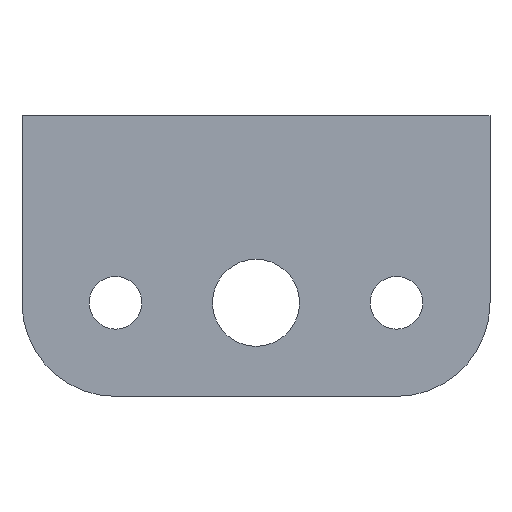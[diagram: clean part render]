
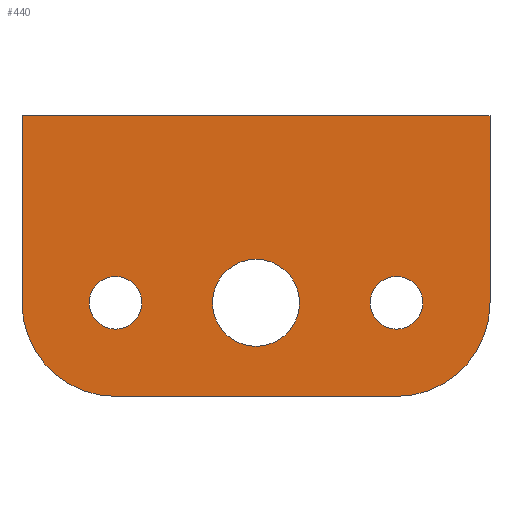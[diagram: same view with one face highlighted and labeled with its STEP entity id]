
A CAD part, front view. The second image highlights one B-rep face of the part: STEP entity #440.
In plain terms, the highlighted planar face has unit normal (0, -1, 0).
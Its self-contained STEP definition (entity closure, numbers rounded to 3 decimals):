
#5 = ORIENTED_EDGE ( 'NONE', *, *, #185, .F. ) ;
#18 = ORIENTED_EDGE ( 'NONE', *, *, #163, .T. ) ;
#23 = DIRECTION ( 'NONE',  ( 0., 1., 0. ) ) ;
#27 = EDGE_LOOP ( 'NONE', ( #151, #202 ) ) ;
#28 = CARTESIAN_POINT ( 'NONE',  ( 20., 0., 0. ) ) ;
#31 = DIRECTION ( 'NONE',  ( 0., 1., 0. ) ) ;
#37 = VERTEX_POINT ( 'NONE', #439 ) ;
#49 = CIRCLE ( 'NONE', #386, 3.72 ) ;
#56 = AXIS2_PLACEMENT_3D ( 'NONE', #549, #345, #154 ) ;
#57 = CIRCLE ( 'NONE', #268, 2.25 ) ;
#59 = DIRECTION ( 'NONE',  ( 0., 0., 1. ) ) ;
#66 = CARTESIAN_POINT ( 'NONE',  ( -12., 0., 0. ) ) ;
#76 = DIRECTION ( 'NONE',  ( 0., 0., 1. ) ) ;
#78 = EDGE_CURVE ( 'NONE', #436, #110, #375, .T. ) ;
#84 = DIRECTION ( 'NONE',  ( -1., 0., 0. ) ) ;
#93 = VECTOR ( 'NONE', #292, 1000. ) ;
#95 = EDGE_LOOP ( 'NONE', ( #211, #307 ) ) ;
#106 = ORIENTED_EDGE ( 'NONE', *, *, #280, .F. ) ;
#110 = VERTEX_POINT ( 'NONE', #547 ) ;
#126 = AXIS2_PLACEMENT_3D ( 'NONE', #359, #23, #514 ) ;
#127 = CARTESIAN_POINT ( 'NONE',  ( -12., 0., -2.25 ) ) ;
#128 = VECTOR ( 'NONE', #84, 1000. ) ;
#133 = EDGE_LOOP ( 'NONE', ( #18, #481 ) ) ;
#146 = VERTEX_POINT ( 'NONE', #197 ) ;
#151 = ORIENTED_EDGE ( 'NONE', *, *, #194, .T. ) ;
#154 = DIRECTION ( 'NONE',  ( 0., 0., 1. ) ) ;
#162 = DIRECTION ( 'NONE',  ( 0., 1., 0. ) ) ;
#163 = EDGE_CURVE ( 'NONE', #37, #291, #346, .T. ) ;
#168 = EDGE_CURVE ( 'NONE', #376, #146, #281, .T. ) ;
#169 = CARTESIAN_POINT ( 'NONE',  ( 0., 0., 3.72 ) ) ;
#171 = CARTESIAN_POINT ( 'NONE',  ( 0., 0., -3.72 ) ) ;
#185 = EDGE_CURVE ( 'NONE', #451, #445, #610, .T. ) ;
#194 = EDGE_CURVE ( 'NONE', #146, #376, #57, .T. ) ;
#196 = CARTESIAN_POINT ( 'NONE',  ( 12., 0., 0. ) ) ;
#197 = CARTESIAN_POINT ( 'NONE',  ( -12., 0., 2.25 ) ) ;
#202 = ORIENTED_EDGE ( 'NONE', *, *, #168, .T. ) ;
#211 = ORIENTED_EDGE ( 'NONE', *, *, #532, .T. ) ;
#212 = DIRECTION ( 'NONE',  ( 0., 1., 0. ) ) ;
#215 = DIRECTION ( 'NONE',  ( 0., 0., 1. ) ) ;
#216 = CARTESIAN_POINT ( 'NONE',  ( 0., 0., -8. ) ) ;
#222 = CARTESIAN_POINT ( 'NONE',  ( -20., 0., 16. ) ) ;
#223 = CARTESIAN_POINT ( 'NONE',  ( 20., 0., 16. ) ) ;
#225 = CARTESIAN_POINT ( 'NONE',  ( 12., 0., 0. ) ) ;
#227 = FACE_BOUND ( 'NONE', #27, .T. ) ;
#231 = VERTEX_POINT ( 'NONE', #258 ) ;
#242 = LINE ( 'NONE', #216, #355 ) ;
#250 = CARTESIAN_POINT ( 'NONE',  ( -20., 0., 0. ) ) ;
#252 = CIRCLE ( 'NONE', #485, 2.25 ) ;
#258 = CARTESIAN_POINT ( 'NONE',  ( -12., 0., -8. ) ) ;
#260 = DIRECTION ( 'NONE',  ( 0., -1., 0. ) ) ;
#264 = ORIENTED_EDGE ( 'NONE', *, *, #558, .T. ) ;
#268 = AXIS2_PLACEMENT_3D ( 'NONE', #358, #162, #505 ) ;
#269 = CARTESIAN_POINT ( 'NONE',  ( 0., 0., 16. ) ) ;
#280 = EDGE_CURVE ( 'NONE', #110, #231, #242, .T. ) ;
#281 = CIRCLE ( 'NONE', #56, 2.25 ) ;
#291 = VERTEX_POINT ( 'NONE', #605 ) ;
#292 = DIRECTION ( 'NONE',  ( 0., 0., 1. ) ) ;
#304 = DIRECTION ( 'NONE',  ( -1., 0., 0. ) ) ;
#307 = ORIENTED_EDGE ( 'NONE', *, *, #425, .T. ) ;
#310 = EDGE_CURVE ( 'NONE', #451, #231, #325, .T. ) ;
#325 = CIRCLE ( 'NONE', #546, 8. ) ;
#337 = VECTOR ( 'NONE', #561, 1000. ) ;
#345 = DIRECTION ( 'NONE',  ( 0., 1., 0. ) ) ;
#346 = CIRCLE ( 'NONE', #598, 2.25 ) ;
#349 = VERTEX_POINT ( 'NONE', #171 ) ;
#355 = VECTOR ( 'NONE', #304, 1000. ) ;
#357 = EDGE_CURVE ( 'NONE', #291, #37, #252, .T. ) ;
#358 = CARTESIAN_POINT ( 'NONE',  ( -12., 0., 0. ) ) ;
#359 = CARTESIAN_POINT ( 'NONE',  ( 0., 0., 0. ) ) ;
#365 = DIRECTION ( 'NONE',  ( 0., 0., 1. ) ) ;
#371 = PLANE ( 'NONE',  #126 ) ;
#375 = CIRCLE ( 'NONE', #525, 8. ) ;
#376 = VERTEX_POINT ( 'NONE', #127 ) ;
#381 = VERTEX_POINT ( 'NONE', #223 ) ;
#382 = ORIENTED_EDGE ( 'NONE', *, *, #78, .F. ) ;
#386 = AXIS2_PLACEMENT_3D ( 'NONE', #415, #212, #506 ) ;
#391 = CARTESIAN_POINT ( 'NONE',  ( 12., 0., 0. ) ) ;
#394 = AXIS2_PLACEMENT_3D ( 'NONE', #409, #614, #215 ) ;
#397 = DIRECTION ( 'NONE',  ( 0., 1., 0. ) ) ;
#409 = CARTESIAN_POINT ( 'NONE',  ( 0., 0., 0. ) ) ;
#415 = CARTESIAN_POINT ( 'NONE',  ( 0., 0., 0. ) ) ;
#418 = CIRCLE ( 'NONE', #394, 3.72 ) ;
#425 = EDGE_CURVE ( 'NONE', #349, #504, #418, .T. ) ;
#434 = FACE_BOUND ( 'NONE', #133, .T. ) ;
#436 = VERTEX_POINT ( 'NONE', #28 ) ;
#439 = CARTESIAN_POINT ( 'NONE',  ( 12., 0., 2.25 ) ) ;
#440 = ADVANCED_FACE ( 'NONE', ( #566, #227, #434, #526 ), #371, .F. ) ;
#445 = VERTEX_POINT ( 'NONE', #222 ) ;
#446 = DIRECTION ( 'NONE',  ( 0., 1., 0. ) ) ;
#451 = VERTEX_POINT ( 'NONE', #507 ) ;
#466 = EDGE_CURVE ( 'NONE', #381, #445, #573, .T. ) ;
#481 = ORIENTED_EDGE ( 'NONE', *, *, #357, .T. ) ;
#485 = AXIS2_PLACEMENT_3D ( 'NONE', #225, #31, #365 ) ;
#487 = LINE ( 'NONE', #557, #337 ) ;
#504 = VERTEX_POINT ( 'NONE', #169 ) ;
#505 = DIRECTION ( 'NONE',  ( 0., 0., 1. ) ) ;
#506 = DIRECTION ( 'NONE',  ( 0., 0., 1. ) ) ;
#507 = CARTESIAN_POINT ( 'NONE',  ( -20., 0., 0. ) ) ;
#514 = DIRECTION ( 'NONE',  ( 0., 0., 1. ) ) ;
#525 = AXIS2_PLACEMENT_3D ( 'NONE', #196, #397, #59 ) ;
#526 = FACE_OUTER_BOUND ( 'NONE', #595, .T. ) ;
#532 = EDGE_CURVE ( 'NONE', #504, #349, #49, .T. ) ;
#546 = AXIS2_PLACEMENT_3D ( 'NONE', #66, #260, #76 ) ;
#547 = CARTESIAN_POINT ( 'NONE',  ( 12., 0., -8. ) ) ;
#549 = CARTESIAN_POINT ( 'NONE',  ( -12., 0., 0. ) ) ;
#557 = CARTESIAN_POINT ( 'NONE',  ( 20., 0., 0. ) ) ;
#558 = EDGE_CURVE ( 'NONE', #436, #381, #487, .T. ) ;
#561 = DIRECTION ( 'NONE',  ( 0., 0., 1. ) ) ;
#566 = FACE_BOUND ( 'NONE', #95, .T. ) ;
#573 = LINE ( 'NONE', #269, #128 ) ;
#577 = ORIENTED_EDGE ( 'NONE', *, *, #466, .T. ) ;
#589 = DIRECTION ( 'NONE',  ( 0., 0., 1. ) ) ;
#595 = EDGE_LOOP ( 'NONE', ( #106, #382, #264, #577, #5, #628 ) ) ;
#598 = AXIS2_PLACEMENT_3D ( 'NONE', #391, #446, #589 ) ;
#605 = CARTESIAN_POINT ( 'NONE',  ( 12., 0., -2.25 ) ) ;
#610 = LINE ( 'NONE', #250, #93 ) ;
#614 = DIRECTION ( 'NONE',  ( 0., 1., 0. ) ) ;
#628 = ORIENTED_EDGE ( 'NONE', *, *, #310, .T. ) ;
